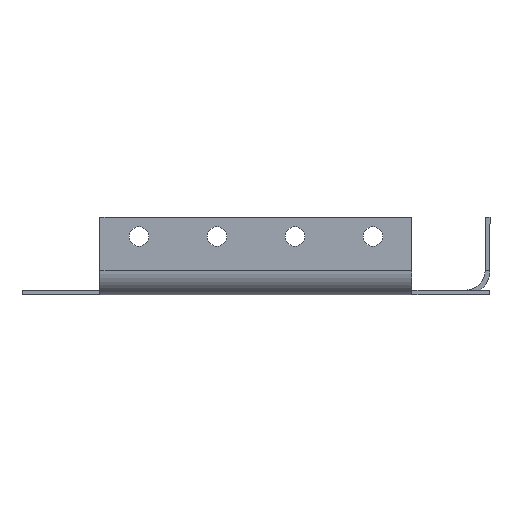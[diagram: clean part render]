
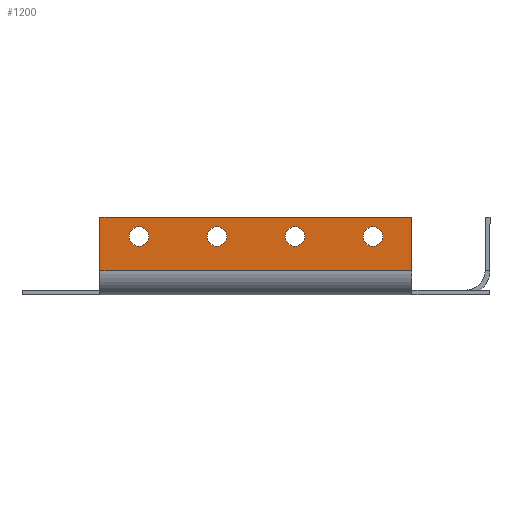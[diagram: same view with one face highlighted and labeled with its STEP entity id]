
A CAD part, left-side view. The second image highlights one B-rep face of the part: STEP entity #1200.
In plain terms, the highlighted planar face has unit normal (-1, 0, 0).
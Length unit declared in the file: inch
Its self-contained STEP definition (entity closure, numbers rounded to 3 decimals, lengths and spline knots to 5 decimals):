
#159 = VERTEX_POINT ( 'NONE', #8183 ) ;
#185 = DIRECTION ( 'NONE',  ( 0., -1., 0. ) ) ;
#438 = LINE ( 'NONE', #16485, #4193 ) ;
#729 = DIRECTION ( 'NONE',  ( 0., 0., 1. ) ) ;
#737 = VERTEX_POINT ( 'NONE', #8300 ) ;
#1090 = DIRECTION ( 'NONE',  ( -1., 0., 0. ) ) ;
#1197 = AXIS2_PLACEMENT_3D ( 'NONE', #2913, #7190, #13205 ) ;
#1200 = ADVANCED_FACE ( 'NONE', ( #2811, #10446, #2116, #1404, #17409 ), #15326, .T. ) ;
#1225 = VERTEX_POINT ( 'NONE', #9524 ) ;
#1383 = EDGE_LOOP ( 'NONE', ( #3884, #17641, #2618, #5564 ) ) ;
#1404 = FACE_BOUND ( 'NONE', #16386, .T. ) ;
#1447 = VERTEX_POINT ( 'NONE', #14279 ) ;
#1684 = LINE ( 'NONE', #2386, #5653 ) ;
#1747 = CARTESIAN_POINT ( 'NONE',  ( -0.001, 0.20401, 0.75 ) ) ;
#1911 = CARTESIAN_POINT ( 'NONE',  ( -0.001, 1.20401, 0.75 ) ) ;
#2116 = FACE_BOUND ( 'NONE', #8009, .T. ) ;
#2280 = CIRCLE ( 'NONE', #13058, 0.125 ) ;
#2386 = CARTESIAN_POINT ( 'NONE',  ( -0.001, -0.29599, 0.0625 ) ) ;
#2425 = VERTEX_POINT ( 'NONE', #17446 ) ;
#2533 = CARTESIAN_POINT ( 'NONE',  ( -0.001, 2.20401, 0.75 ) ) ;
#2618 = ORIENTED_EDGE ( 'NONE', *, *, #17336, .F. ) ;
#2631 = DIRECTION ( 'NONE',  ( 0., 0., 1. ) ) ;
#2811 = FACE_BOUND ( 'NONE', #4489, .T. ) ;
#2841 = CARTESIAN_POINT ( 'NONE',  ( -0.001, -0.29599, 1. ) ) ;
#2913 = CARTESIAN_POINT ( 'NONE',  ( -0.001, 2.20401, 0.75 ) ) ;
#3000 = CARTESIAN_POINT ( 'NONE',  ( -0.001, 3.20401, 0.75 ) ) ;
#3014 = EDGE_CURVE ( 'NONE', #5156, #11289, #438, .T. ) ;
#3053 = ORIENTED_EDGE ( 'NONE', *, *, #5297, .F. ) ;
#3123 = ORIENTED_EDGE ( 'NONE', *, *, #6252, .F. ) ;
#3305 = VERTEX_POINT ( 'NONE', #5376 ) ;
#3337 = CARTESIAN_POINT ( 'NONE',  ( -0.001, 1.20401, 0.875 ) ) ;
#3677 = DIRECTION ( 'NONE',  ( -1., 0., 0. ) ) ;
#3699 = EDGE_CURVE ( 'NONE', #3305, #7132, #8808, .T. ) ;
#3796 = EDGE_LOOP ( 'NONE', ( #13809, #8547 ) ) ;
#3884 = ORIENTED_EDGE ( 'NONE', *, *, #3014, .F. ) ;
#4193 = VECTOR ( 'NONE', #7698, 39.37008 ) ;
#4489 = EDGE_LOOP ( 'NONE', ( #11943, #17947 ) ) ;
#4892 = EDGE_CURVE ( 'NONE', #5156, #1447, #11086, .T. ) ;
#5156 = VERTEX_POINT ( 'NONE', #11294 ) ;
#5278 = CIRCLE ( 'NONE', #7244, 0.125 ) ;
#5297 = EDGE_CURVE ( 'NONE', #1225, #2425, #2280, .T. ) ;
#5376 = CARTESIAN_POINT ( 'NONE',  ( -0.001, 1.20401, 0.625 ) ) ;
#5485 = CIRCLE ( 'NONE', #14352, 0.125 ) ;
#5539 = CIRCLE ( 'NONE', #1197, 0.125 ) ;
#5564 = ORIENTED_EDGE ( 'NONE', *, *, #8739, .F. ) ;
#5637 = EDGE_CURVE ( 'NONE', #159, #16738, #10359, .T. ) ;
#5653 = VECTOR ( 'NONE', #12861, 39.37008 ) ;
#5962 = CARTESIAN_POINT ( 'NONE',  ( -0.001, -0.29599, 1. ) ) ;
#6021 = DIRECTION ( 'NONE',  ( 0., 0., 1. ) ) ;
#6143 = EDGE_CURVE ( 'NONE', #737, #7247, #15196, .T. ) ;
#6252 = EDGE_CURVE ( 'NONE', #2425, #1225, #5278, .T. ) ;
#6756 = EDGE_CURVE ( 'NONE', #7132, #3305, #14722, .T. ) ;
#7132 = VERTEX_POINT ( 'NONE', #3337 ) ;
#7190 = DIRECTION ( 'NONE',  ( -1., 0., 0. ) ) ;
#7244 = AXIS2_PLACEMENT_3D ( 'NONE', #9603, #9670, #729 ) ;
#7247 = VERTEX_POINT ( 'NONE', #15410 ) ;
#7698 = DIRECTION ( 'NONE',  ( 0., 0., 1. ) ) ;
#7970 = DIRECTION ( 'NONE',  ( 0., 0., 1. ) ) ;
#8009 = EDGE_LOOP ( 'NONE', ( #18655, #9119 ) ) ;
#8115 = DIRECTION ( 'NONE',  ( -1., 0., 0. ) ) ;
#8183 = CARTESIAN_POINT ( 'NONE',  ( -0.001, 2.20401, 0.875 ) ) ;
#8300 = CARTESIAN_POINT ( 'NONE',  ( -0.001, 0.20401, 0.625 ) ) ;
#8547 = ORIENTED_EDGE ( 'NONE', *, *, #6756, .F. ) ;
#8739 = EDGE_CURVE ( 'NONE', #11289, #10549, #14849, .T. ) ;
#8808 = CIRCLE ( 'NONE', #12525, 0.125 ) ;
#9023 = CARTESIAN_POINT ( 'NONE',  ( -0.001, 0., 0.3125 ) ) ;
#9119 = ORIENTED_EDGE ( 'NONE', *, *, #5637, .F. ) ;
#9469 = DIRECTION ( 'NONE',  ( -1., 0., 0. ) ) ;
#9524 = CARTESIAN_POINT ( 'NONE',  ( -0.001, 3.20401, 0.625 ) ) ;
#9594 = AXIS2_PLACEMENT_3D ( 'NONE', #1747, #9469, #16397 ) ;
#9603 = CARTESIAN_POINT ( 'NONE',  ( -0.001, 3.20401, 0.75 ) ) ;
#9670 = DIRECTION ( 'NONE',  ( -1., 0., 0. ) ) ;
#10359 = CIRCLE ( 'NONE', #16139, 0.125 ) ;
#10446 = FACE_BOUND ( 'NONE', #3796, .T. ) ;
#10549 = VERTEX_POINT ( 'NONE', #2841 ) ;
#10826 = CARTESIAN_POINT ( 'NONE',  ( -0.001, 3.70401, 1. ) ) ;
#11086 = LINE ( 'NONE', #9023, #14778 ) ;
#11289 = VERTEX_POINT ( 'NONE', #10826 ) ;
#11294 = CARTESIAN_POINT ( 'NONE',  ( -0.001, 3.70401, 0.3125 ) ) ;
#11372 = DIRECTION ( 'NONE',  ( -1., 0., 0. ) ) ;
#11435 = CARTESIAN_POINT ( 'NONE',  ( -0.001, 0.20401, 0.75 ) ) ;
#11943 = ORIENTED_EDGE ( 'NONE', *, *, #6143, .F. ) ;
#12525 = AXIS2_PLACEMENT_3D ( 'NONE', #15493, #3677, #14077 ) ;
#12861 = DIRECTION ( 'NONE',  ( 0., 0., -1. ) ) ;
#13058 = AXIS2_PLACEMENT_3D ( 'NONE', #3000, #13332, #16495 ) ;
#13100 = EDGE_CURVE ( 'NONE', #16738, #159, #5539, .T. ) ;
#13205 = DIRECTION ( 'NONE',  ( 0., 0., 1. ) ) ;
#13332 = DIRECTION ( 'NONE',  ( -1., 0., 0. ) ) ;
#13809 = ORIENTED_EDGE ( 'NONE', *, *, #3699, .F. ) ;
#14077 = DIRECTION ( 'NONE',  ( 0., 0., 1. ) ) ;
#14279 = CARTESIAN_POINT ( 'NONE',  ( -0.001, -0.29599, 0.3125 ) ) ;
#14352 = AXIS2_PLACEMENT_3D ( 'NONE', #11435, #11372, #2631 ) ;
#14369 = DIRECTION ( 'NONE',  ( 0., 0., 1. ) ) ;
#14722 = CIRCLE ( 'NONE', #18175, 0.125 ) ;
#14778 = VECTOR ( 'NONE', #18156, 39.37008 ) ;
#14849 = LINE ( 'NONE', #5962, #16007 ) ;
#14851 = DIRECTION ( 'NONE',  ( -1., 0., 0. ) ) ;
#15196 = CIRCLE ( 'NONE', #9594, 0.125 ) ;
#15326 = PLANE ( 'NONE',  #16577 ) ;
#15410 = CARTESIAN_POINT ( 'NONE',  ( -0.001, 0.20401, 0.875 ) ) ;
#15429 = EDGE_CURVE ( 'NONE', #7247, #737, #5485, .T. ) ;
#15493 = CARTESIAN_POINT ( 'NONE',  ( -0.001, 1.20401, 0.75 ) ) ;
#16007 = VECTOR ( 'NONE', #185, 39.37008 ) ;
#16139 = AXIS2_PLACEMENT_3D ( 'NONE', #2533, #1090, #14369 ) ;
#16386 = EDGE_LOOP ( 'NONE', ( #3053, #3123 ) ) ;
#16397 = DIRECTION ( 'NONE',  ( 0., 0., 1. ) ) ;
#16485 = CARTESIAN_POINT ( 'NONE',  ( -0.001, 3.70401, 1. ) ) ;
#16495 = DIRECTION ( 'NONE',  ( 0., 0., 1. ) ) ;
#16577 = AXIS2_PLACEMENT_3D ( 'NONE', #16830, #8115, #7970 ) ;
#16738 = VERTEX_POINT ( 'NONE', #18190 ) ;
#16830 = CARTESIAN_POINT ( 'NONE',  ( -0.001, 0., 0. ) ) ;
#17336 = EDGE_CURVE ( 'NONE', #10549, #1447, #1684, .T. ) ;
#17409 = FACE_OUTER_BOUND ( 'NONE', #1383, .T. ) ;
#17446 = CARTESIAN_POINT ( 'NONE',  ( -0.001, 3.20401, 0.875 ) ) ;
#17641 = ORIENTED_EDGE ( 'NONE', *, *, #4892, .T. ) ;
#17947 = ORIENTED_EDGE ( 'NONE', *, *, #15429, .F. ) ;
#18156 = DIRECTION ( 'NONE',  ( 0., -1., 0. ) ) ;
#18175 = AXIS2_PLACEMENT_3D ( 'NONE', #1911, #14851, #6021 ) ;
#18190 = CARTESIAN_POINT ( 'NONE',  ( -0.001, 2.20401, 0.625 ) ) ;
#18655 = ORIENTED_EDGE ( 'NONE', *, *, #13100, .F. ) ;
